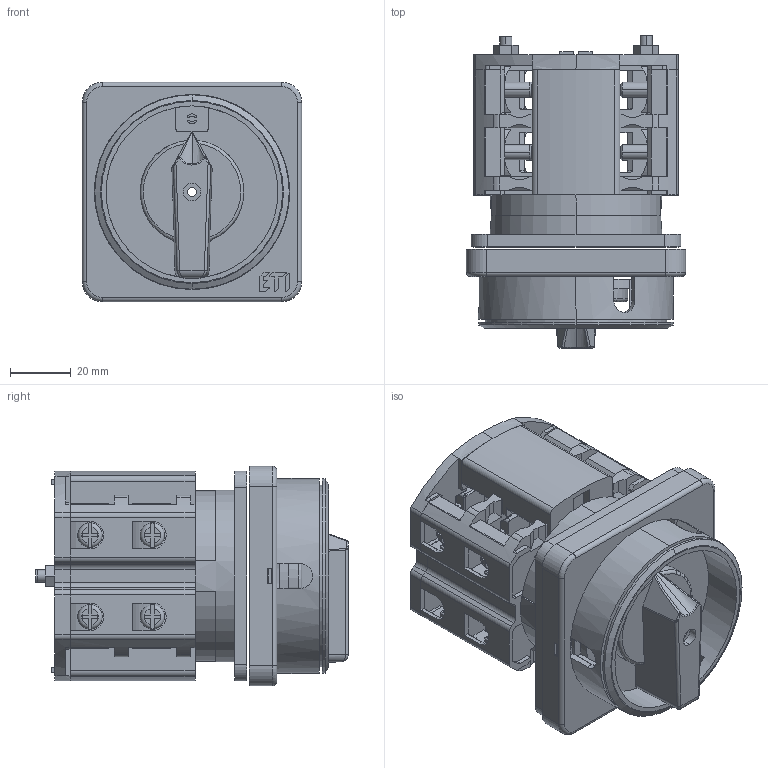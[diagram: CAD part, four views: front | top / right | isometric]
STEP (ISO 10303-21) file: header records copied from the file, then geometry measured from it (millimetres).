
FILE_DESCRIPTION((''),'2;1');
FILE_NAME('1P-WCOL_ASM_1_ASM','2021-12-07T',('marketing.praksa'),('Audax d.o.o.'),'CREO PARAMETRIC BY PTC INC, 2017480','CREO PARAMETRIC BY PTC INC, 2017480','');
FILE_SCHEMA(('AUTOMOTIVE_DESIGN { 1 0 10303 214 1 1 1 1 }'));
Products named in the file (35): CVRST2_3-3_PODLOSKA_63_3-1-SO_1; CVRST2_3-2_M6X12_3-1-SOLID-2138; KUKISTE63_3-1-SOLID1_1_1; CVRST1_3-1_M6X12_3-1-SOLI-55580; CVRST2_3-2_PODLOSKA_63_3-1-SO_1; CVRST1_3-1_PODLOSKA_63_3-1-SO_1; CVRST2_3-1_M6X12_3-1-SOLI-58763; CVRST2_3-3_M6X12_3-1-SOLI-59902; CVRST2_3-3_PODLOSKA_63_3-1-SO_2; CVRST2_3-2_M6X12_3-1-SOLI-62073; CVRST1_3-1_M6X12_3-1-SOLI-63214; CVRST2_3-2_PODLOSKA_63_3-1-SO_2; CVRST1_3-1_PODLOSKA_63_3-1-SO_2; CVRST2_3-1_M6X12_3-1-SOLI-66407; CVRST2_3-3_M6X12_3-1-SOLI-67547; CVRST2_3-1_PODLOSKA_63_3-1-SO_2; CVRST2_3-1_PODLOSKA_63_3-1-SO_1; IN_ASM_1_ASM_1_ASM; KOMPLET_BS40_BRAVA_LK_TON-301_1; ZAVRTKA_3-1-SOLID1_1_1; KAPAK63_3-1-SOLID1_1_1; MATICA_M4_3-1-SOLID1_1_1; ZAVRTKA_3-2-SOLID1_1_1; MATICA_M4_3-2-SOLID1_1_1; OU_ASM_1_ASM_1_ASM; NMMU_ASM_1_ASM; KAPZVEZ_5-1-SOLID1_1_1; KOMPLET_BS40_BRAVA_LK_TON-301_2; KUKZVEZ_3-1-SOLID1_1_1; KOMPLET_BS40_BRAVA_LK_TON-301_3; PRT9569_1_1_1; PRT9569_1_2_1; PRT9569_1_3_1; PRT9569_1_ASM_1_ASM; 1P-WCOL_ASM_1_ASM
Assembly tree (34 placements, depth 4):
  1P-WCOL_ASM_1_ASM
    IN_ASM_1_ASM_1_ASM
      CVRST2_3-3_PODLOSKA_63_3-1-SO_1
      CVRST2_3-2_M6X12_3-1-SOLID-2138
      KUKISTE63_3-1-SOLID1_1_1
      CVRST1_3-1_M6X12_3-1-SOLI-55580
      CVRST2_3-2_PODLOSKA_63_3-1-SO_1
      CVRST1_3-1_PODLOSKA_63_3-1-SO_1
      CVRST2_3-1_M6X12_3-1-SOLI-58763
      CVRST2_3-3_M6X12_3-1-SOLI-59902
      CVRST2_3-3_PODLOSKA_63_3-1-SO_2
      CVRST2_3-2_M6X12_3-1-SOLI-62073
      CVRST1_3-1_M6X12_3-1-SOLI-63214
      CVRST2_3-2_PODLOSKA_63_3-1-SO_2
      CVRST1_3-1_PODLOSKA_63_3-1-SO_2
      CVRST2_3-1_M6X12_3-1-SOLI-66407
      CVRST2_3-3_M6X12_3-1-SOLI-67547
      CVRST2_3-1_PODLOSKA_63_3-1-SO_2
      CVRST2_3-1_PODLOSKA_63_3-1-SO_1
    KOMPLET_BS40_BRAVA_LK_TON-301_1
    NMMU_ASM_1_ASM
      OU_ASM_1_ASM_1_ASM
        ZAVRTKA_3-1-SOLID1_1_1
        KAPAK63_3-1-SOLID1_1_1
        MATICA_M4_3-1-SOLID1_1_1
        ZAVRTKA_3-2-SOLID1_1_1
        MATICA_M4_3-2-SOLID1_1_1
    KAPZVEZ_5-1-SOLID1_1_1
    KOMPLET_BS40_BRAVA_LK_TON-301_2
    KUKZVEZ_3-1-SOLID1_1_1
    KOMPLET_BS40_BRAVA_LK_TON-301_3
    PRT9569_1_ASM_1_ASM
      PRT9569_1_1_1
      PRT9569_1_2_1
      PRT9569_1_3_1
Bounding box: 72 x 102.52 x 72 mm (x, y, z)
Volume: 153744.7 mm3; surface area: 133351.3 mm2
Topology: 30 solids, 30 shells, 3282 faces, 9034 edges, 5899 vertices
Faces by surface type: plane 1697, cylinder 1336, torus 133, bspline 67, cone 46, sphere 3
Entity records: 138558 total; most frequent: CARTESIAN_POINT 23436, ORIENTED_EDGE 18056, DIRECTION 17956, PRESENTATION_STYLE_ASSIGNMENT 9102, STYLED_ITEM 9102, CURVE_STYLE 9028, EDGE_CURVE 9028, AXIS2_PLACEMENT_3D 6142
